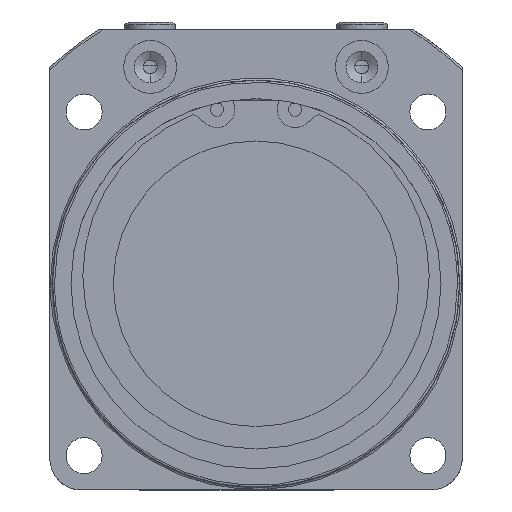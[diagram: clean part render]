
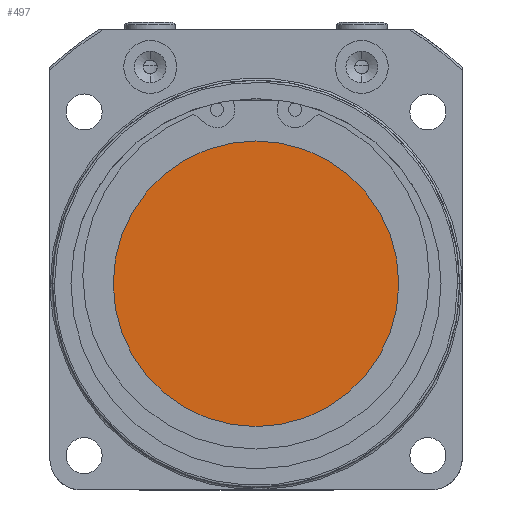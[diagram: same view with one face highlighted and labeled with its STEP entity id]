
A CAD part, front view. The second image highlights one B-rep face of the part: STEP entity #497.
In plain terms, the highlighted planar face has unit normal (0, -1, 0).
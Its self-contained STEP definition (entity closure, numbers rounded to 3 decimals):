
#345 = CIRCLE ( 'NONE', #1111, 27. ) ;
#497 = ADVANCED_FACE ( 'NONE', ( #811 ), #8524, .T. ) ;
#811 = FACE_OUTER_BOUND ( 'NONE', #8372, .T. ) ;
#892 = CIRCLE ( 'NONE', #1201, 27. ) ;
#1111 = AXIS2_PLACEMENT_3D ( 'NONE', #7482, #7481, #7480 ) ;
#1201 = AXIS2_PLACEMENT_3D ( 'NONE', #3113, #3114, #3115 ) ;
#1822 = ORIENTED_EDGE ( 'NONE', *, *, #2464, .F. ) ;
#1888 = ORIENTED_EDGE ( 'NONE', *, *, #2363, .F. ) ;
#2363 = EDGE_CURVE ( 'NONE', #7302, #7292, #345, .T. ) ;
#2464 = EDGE_CURVE ( 'NONE', #7292, #7302, #892, .T. ) ;
#3113 = CARTESIAN_POINT ( 'NONE',  ( 0., -123.2, 0. ) ) ;
#3114 = DIRECTION ( 'NONE',  ( 0., 1., 0. ) ) ;
#3115 = DIRECTION ( 'NONE',  ( 1., 0., 0. ) ) ;
#4845 = AXIS2_PLACEMENT_3D ( 'NONE', #8527, #8522, #8521 ) ;
#5605 = CARTESIAN_POINT ( 'NONE',  ( -27., -123.2, 0. ) ) ;
#5615 = CARTESIAN_POINT ( 'NONE',  ( 27., -123.2, 0. ) ) ;
#7292 = VERTEX_POINT ( 'NONE', #5605 ) ;
#7302 = VERTEX_POINT ( 'NONE', #5615 ) ;
#7480 = DIRECTION ( 'NONE',  ( 1., 0., 0. ) ) ;
#7481 = DIRECTION ( 'NONE',  ( 0., 1., 0. ) ) ;
#7482 = CARTESIAN_POINT ( 'NONE',  ( 0., -123.2, 0. ) ) ;
#8372 = EDGE_LOOP ( 'NONE', ( #1888, #1822 ) ) ;
#8521 = DIRECTION ( 'NONE',  ( 1., 0., 0. ) ) ;
#8522 = DIRECTION ( 'NONE',  ( 0., -1., 0. ) ) ;
#8524 = PLANE ( 'NONE',  #4845 ) ;
#8527 = CARTESIAN_POINT ( 'NONE',  ( 0., -123.2, 0. ) ) ;
